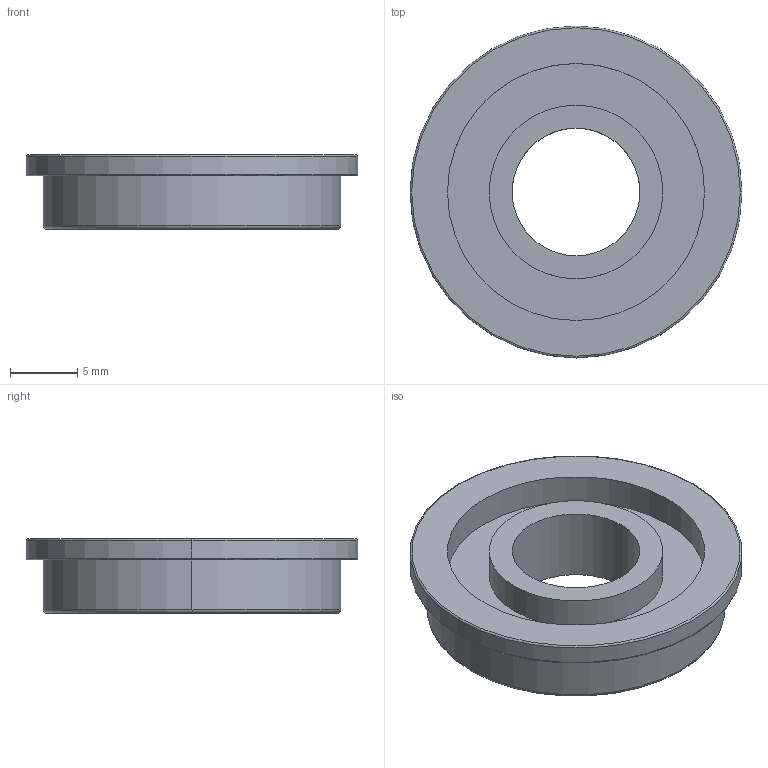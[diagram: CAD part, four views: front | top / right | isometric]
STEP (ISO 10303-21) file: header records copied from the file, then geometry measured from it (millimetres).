
FILE_DESCRIPTION (( 'STEP AP214' ), '1' );
FILE_NAME ('am-0027 0.375'''' id Flanged Bearing (FR6).STEP', '2014-08-20T20:27:14', ( '' ), ( '' ), 'SwSTEP 2.0', 'SolidWorks 2014', '' );
FILE_SCHEMA (( 'AUTOMOTIVE_DESIGN' ));
Length unit declared in the file: inch
Products named in the file (1): am-0027 0.375'''' id Flanged Bearing (FR6)
Bounding box: 24.77 x 24.77 x 5.54 mm (x, y, z)
Volume: 1181.7 mm3; surface area: 1831.1 mm2
Topology: 1 solids, 1 shells, 27 faces, 54 edges, 34 vertices
Faces by surface type: cylinder 14, plane 7, torus 6
Entity records: 764 total; most frequent: DIRECTION 150, CARTESIAN_POINT 116, ORIENTED_EDGE 108, AXIS2_PLACEMENT_3D 68, EDGE_CURVE 54, CIRCLE 40, EDGE_LOOP 34, VERTEX_POINT 34
